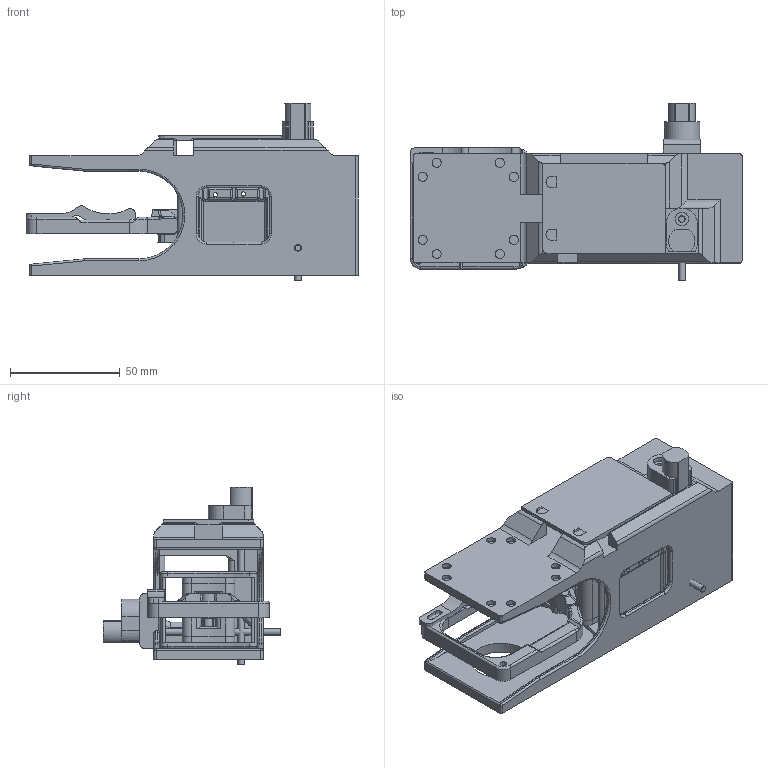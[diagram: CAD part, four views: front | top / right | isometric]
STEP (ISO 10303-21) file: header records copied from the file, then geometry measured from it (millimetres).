
FILE_DESCRIPTION(/* description */ (''),/* implementation_level */ '2;1');
FILE_NAME(/* name */ 'XYZ Stage V5.stp',/* time_stamp */ '2024-05-31T15:43:06-04:00',/* author */ ('xSibe'),/* organization */ (''),/* preprocessor_version */ 'ST-DEVELOPER v19.2',/* originating_system */ 'Autodesk Inventor 2023',/* authorisation */ '');
FILE_SCHEMA (('AUTOMOTIVE_DESIGN { 1 0 10303 214 3 1 1 }'));
Length unit declared in the file: millimetre
Products named in the file (13): XYZ Stage V5; DC Motor; Z Stage Body New; Z Stage Part V5; Z Stage Electrical Cover; Z Stage Motor Clamp V5; Y Stage Body v5; Y Stage Part V5; Y Stage Motor Clamp V5; X Stage Body V5; X Stage Part V5; X Stage Clamp V5; X Stage Motor Clamp V5
Assembly tree (14 placements, depth 2):
  XYZ Stage V5
    DC Motor  x3
    Z Stage Body New
    Z Stage Part V5
    Z Stage Electrical Cover
    Z Stage Motor Clamp V5
    Y Stage Body v5
    Y Stage Part V5
    Y Stage Motor Clamp V5
    X Stage Body V5
    X Stage Part V5
    X Stage Clamp V5
    X Stage Motor Clamp V5
Bounding box: 151.43 x 81 x 81 mm (x, y, z)
Volume: 179734.9 mm3; surface area: 100959 mm2
Topology: 14 solids, 14 shells, 1448 faces, 3581 edges, 2197 vertices
Faces by surface type: cylinder 640, plane 508, sphere 115, torus 89, bspline 78, cone 18
Full cylindrical faces by diameter (mm): 2 x36, 2.875 x6, 3 x10, 3.125 x2, 4 x12, 4.147 x32, 4.15 x4, 5 x2, 5.5 x1, 6 x6, 27.5 x1
Entity records: 46082 total; most frequent: CARTESIAN_POINT 11467, DIRECTION 7614, ORIENTED_EDGE 6914, EDGE_CURVE 3457, AXIS2_PLACEMENT_3D 2948, VERTEX_POINT 2117, LINE 1718, VECTOR 1718
